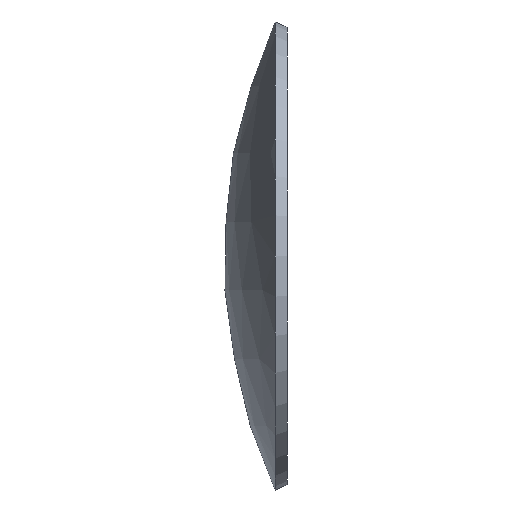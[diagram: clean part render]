
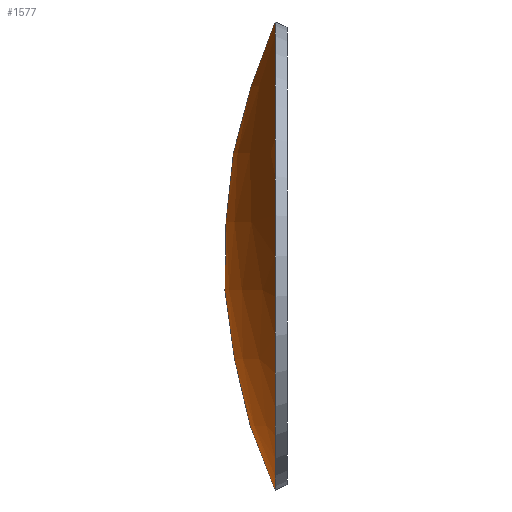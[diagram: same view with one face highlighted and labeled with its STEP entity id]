
A CAD part, left-side view. The second image highlights one B-rep face of the part: STEP entity #1577.
In plain terms, the highlighted spherical face has radius 106.644 mm.
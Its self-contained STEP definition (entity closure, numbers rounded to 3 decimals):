
#1079 = AXIS2_PLACEMENT_3D ( 'NONE', #2629, #8699, #9591 ) ;
#1577 = ADVANCED_FACE ( 'NONE', ( #9992 ), #4854, .T. ) ;
#2629 = CARTESIAN_POINT ( 'NONE',  ( 0., -94.644, 0. ) ) ;
#4417 = CARTESIAN_POINT ( 'NONE',  ( 0., 2.272, 0. ) ) ;
#4854 = SPHERICAL_SURFACE ( 'NONE', #1079, 106.644 ) ;
#4997 = VERTEX_POINT ( 'NONE', #8494 ) ;
#5417 = DIRECTION ( 'NONE',  ( 1., 0., 0. ) ) ;
#7081 = ORIENTED_EDGE ( 'NONE', *, *, #8733, .F. ) ;
#7504 = CIRCLE ( 'NONE', #9086, 44.5 ) ;
#8494 = CARTESIAN_POINT ( 'NONE',  ( 44.5, 2.272, 0. ) ) ;
#8699 = DIRECTION ( 'NONE',  ( 0., 0., 1. ) ) ;
#8733 = EDGE_CURVE ( 'NONE', #4997, #4997, #7504, .T. ) ;
#9086 = AXIS2_PLACEMENT_3D ( 'NONE', #4417, #11395, #5417 ) ;
#9591 = DIRECTION ( 'NONE',  ( 1., 0., 0. ) ) ;
#9992 = FACE_OUTER_BOUND ( 'NONE', #10080, .T. ) ;
#10080 = EDGE_LOOP ( 'NONE', ( #7081 ) ) ;
#11395 = DIRECTION ( 'NONE',  ( 0., -1., 0. ) ) ;
